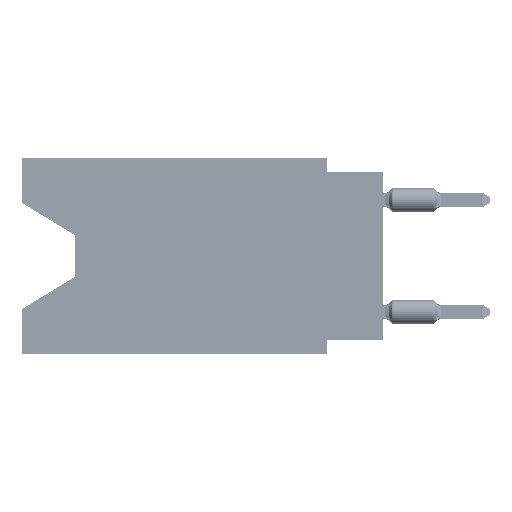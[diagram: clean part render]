
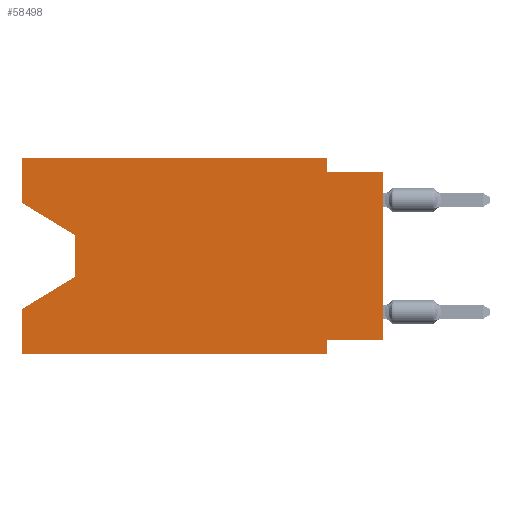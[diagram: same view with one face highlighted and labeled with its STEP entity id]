
A CAD part, left-side view. The second image highlights one B-rep face of the part: STEP entity #58498.
In plain terms, the highlighted planar face has unit normal (-1, 0, 0).
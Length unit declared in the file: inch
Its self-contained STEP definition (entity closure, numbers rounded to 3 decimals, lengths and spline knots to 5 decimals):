
#597 = VECTOR ( 'NONE', #101465, 39.37008 ) ;
#886 = EDGE_CURVE ( 'NONE', #35061, #114235, #1540, .T. ) ;
#1540 = LINE ( 'NONE', #72701, #42245 ) ;
#3491 = VECTOR ( 'NONE', #27148, 39.37008 ) ;
#4551 = FACE_OUTER_BOUND ( 'NONE', #72812, .T. ) ;
#4769 = ORIENTED_EDGE ( 'NONE', *, *, #102371, .T. ) ;
#5221 = ORIENTED_EDGE ( 'NONE', *, *, #886, .F. ) ;
#5738 = CARTESIAN_POINT ( 'NONE',  ( 0., 0.645, 0. ) ) ;
#6302 = CARTESIAN_POINT ( 'NONE',  ( 0., 0.55, -0.212 ) ) ;
#6320 = VECTOR ( 'NONE', #93098, 39.37008 ) ;
#8817 = ORIENTED_EDGE ( 'NONE', *, *, #93068, .T. ) ;
#13290 = ORIENTED_EDGE ( 'NONE', *, *, #34177, .F. ) ;
#15603 = DIRECTION ( 'NONE',  ( 0., -1., 0. ) ) ;
#15877 = CARTESIAN_POINT ( 'NONE',  ( 0., 0., -0.325 ) ) ;
#16037 = CARTESIAN_POINT ( 'NONE',  ( 0., 0.1, 0. ) ) ;
#17975 = DIRECTION ( 'NONE',  ( 0., 0., 1. ) ) ;
#18972 = ORIENTED_EDGE ( 'NONE', *, *, #46509, .T. ) ;
#19973 = EDGE_CURVE ( 'NONE', #82725, #63011, #42841, .T. ) ;
#21230 = EDGE_CURVE ( 'NONE', #113415, #63011, #61937, .T. ) ;
#21419 = VERTEX_POINT ( 'NONE', #67643 ) ;
#21930 = VECTOR ( 'NONE', #113430, 39.37008 ) ;
#22494 = DIRECTION ( 'NONE',  ( 1., 0., 0. ) ) ;
#22760 = ORIENTED_EDGE ( 'NONE', *, *, #86014, .F. ) ;
#26087 = CARTESIAN_POINT ( 'NONE',  ( 0., 0., 0. ) ) ;
#26310 = CARTESIAN_POINT ( 'NONE',  ( 0., 0.645, 0. ) ) ;
#26371 = CARTESIAN_POINT ( 'NONE',  ( 0., 0.645, -0.35 ) ) ;
#27148 = DIRECTION ( 'NONE',  ( 0., 0., -1. ) ) ;
#27547 = VECTOR ( 'NONE', #103219, 39.37008 ) ;
#27557 = EDGE_CURVE ( 'NONE', #90301, #21419, #85076, .T. ) ;
#33474 = VERTEX_POINT ( 'NONE', #98653 ) ;
#34177 = EDGE_CURVE ( 'NONE', #114235, #82725, #61857, .T. ) ;
#35061 = VERTEX_POINT ( 'NONE', #26310 ) ;
#36826 = DIRECTION ( 'NONE',  ( 0., -1., 0. ) ) ;
#36921 = CARTESIAN_POINT ( 'NONE',  ( 0., 0.1, -0.025 ) ) ;
#37300 = DIRECTION ( 'NONE',  ( 0., 0., -1. ) ) ;
#40299 = VECTOR ( 'NONE', #37300, 39.37008 ) ;
#40587 = CARTESIAN_POINT ( 'NONE',  ( 0., 0.1, -0.325 ) ) ;
#41273 = CARTESIAN_POINT ( 'NONE',  ( 0., 0.55, -0.212 ) ) ;
#42245 = VECTOR ( 'NONE', #36826, 39.37008 ) ;
#42841 = LINE ( 'NONE', #78142, #21930 ) ;
#43913 = CARTESIAN_POINT ( 'NONE',  ( 0., 0., -0.025 ) ) ;
#45956 = LINE ( 'NONE', #73156, #40299 ) ;
#46509 = EDGE_CURVE ( 'NONE', #65509, #79397, #45956, .T. ) ;
#48135 = VECTOR ( 'NONE', #111852, 39.37008 ) ;
#49078 = DIRECTION ( 'NONE',  ( 0., 0., -1. ) ) ;
#51279 = ORIENTED_EDGE ( 'NONE', *, *, #21230, .T. ) ;
#56560 = ORIENTED_EDGE ( 'NONE', *, *, #111670, .F. ) ;
#58078 = LINE ( 'NONE', #84686, #597 ) ;
#58498 = ADVANCED_FACE ( 'NONE', ( #4551 ), #100014, .F. ) ;
#60711 = CARTESIAN_POINT ( 'NONE',  ( 0., 0.645, -0.35 ) ) ;
#60767 = LINE ( 'NONE', #79880, #106395 ) ;
#61857 = LINE ( 'NONE', #106961, #3491 ) ;
#61937 = LINE ( 'NONE', #26087, #94155 ) ;
#63011 = VERTEX_POINT ( 'NONE', #43913 ) ;
#65509 = VERTEX_POINT ( 'NONE', #77100 ) ;
#67643 = CARTESIAN_POINT ( 'NONE',  ( 0., 0.1, -0.35 ) ) ;
#69871 = VECTOR ( 'NONE', #90581, 39.37008 ) ;
#72701 = CARTESIAN_POINT ( 'NONE',  ( 0., 0.645, 0. ) ) ;
#72812 = EDGE_LOOP ( 'NONE', ( #8817, #18972, #4769, #99360, #101791, #73751, #56560, #51279, #104592, #13290, #5221, #22760 ) ) ;
#73156 = CARTESIAN_POINT ( 'NONE',  ( 0., 0.55, -0.138 ) ) ;
#73751 = ORIENTED_EDGE ( 'NONE', *, *, #74693, .F. ) ;
#74693 = EDGE_CURVE ( 'NONE', #85646, #21419, #90010, .T. ) ;
#76688 = AXIS2_PLACEMENT_3D ( 'NONE', #110406, #22494, #49078 ) ;
#77100 = CARTESIAN_POINT ( 'NONE',  ( 0., 0.55, -0.138 ) ) ;
#78142 = CARTESIAN_POINT ( 'NONE',  ( 0., 0., -0.025 ) ) ;
#79397 = VERTEX_POINT ( 'NONE', #6302 ) ;
#79880 = CARTESIAN_POINT ( 'NONE',  ( 0., 0.645, 0. ) ) ;
#80437 = DIRECTION ( 'NONE',  ( 0., 0., 1. ) ) ;
#82725 = VERTEX_POINT ( 'NONE', #36921 ) ;
#84686 = CARTESIAN_POINT ( 'NONE',  ( 0., 0., -0.325 ) ) ;
#84754 = LINE ( 'NONE', #101533, #27547 ) ;
#85076 = LINE ( 'NONE', #60711, #85713 ) ;
#85646 = VERTEX_POINT ( 'NONE', #40587 ) ;
#85713 = VECTOR ( 'NONE', #15603, 39.37008 ) ;
#86014 = EDGE_CURVE ( 'NONE', #94369, #35061, #91960, .T. ) ;
#89391 = EDGE_CURVE ( 'NONE', #90301, #33474, #60767, .T. ) ;
#90010 = LINE ( 'NONE', #99820, #69871 ) ;
#90301 = VERTEX_POINT ( 'NONE', #26371 ) ;
#90581 = DIRECTION ( 'NONE',  ( 0., 0., -1. ) ) ;
#91960 = LINE ( 'NONE', #5738, #6320 ) ;
#93068 = EDGE_CURVE ( 'NONE', #94369, #65509, #84754, .T. ) ;
#93098 = DIRECTION ( 'NONE',  ( 0., 0., 1. ) ) ;
#94155 = VECTOR ( 'NONE', #17975, 39.37008 ) ;
#94369 = VERTEX_POINT ( 'NONE', #101326 ) ;
#98653 = CARTESIAN_POINT ( 'NONE',  ( 0., 0.645, -0.26975 ) ) ;
#99360 = ORIENTED_EDGE ( 'NONE', *, *, #89391, .F. ) ;
#99820 = CARTESIAN_POINT ( 'NONE',  ( 0., 0.1, -0.35 ) ) ;
#100014 = PLANE ( 'NONE',  #76688 ) ;
#101326 = CARTESIAN_POINT ( 'NONE',  ( 0., 0.645, -0.08025 ) ) ;
#101465 = DIRECTION ( 'NONE',  ( 0., 1., 0. ) ) ;
#101533 = CARTESIAN_POINT ( 'NONE',  ( 0., 0.645, -0.08025 ) ) ;
#101791 = ORIENTED_EDGE ( 'NONE', *, *, #27557, .T. ) ;
#102049 = LINE ( 'NONE', #41273, #48135 ) ;
#102371 = EDGE_CURVE ( 'NONE', #79397, #33474, #102049, .T. ) ;
#103219 = DIRECTION ( 'NONE',  ( 0., -0.855, -0.519 ) ) ;
#104592 = ORIENTED_EDGE ( 'NONE', *, *, #19973, .F. ) ;
#106395 = VECTOR ( 'NONE', #80437, 39.37008 ) ;
#106961 = CARTESIAN_POINT ( 'NONE',  ( 0., 0.1, 0. ) ) ;
#110406 = CARTESIAN_POINT ( 'NONE',  ( 0., 0.645, 0. ) ) ;
#111670 = EDGE_CURVE ( 'NONE', #113415, #85646, #58078, .T. ) ;
#111852 = DIRECTION ( 'NONE',  ( 0., 0.855, -0.519 ) ) ;
#113415 = VERTEX_POINT ( 'NONE', #15877 ) ;
#113430 = DIRECTION ( 'NONE',  ( 0., -1., 0. ) ) ;
#114235 = VERTEX_POINT ( 'NONE', #16037 ) ;
